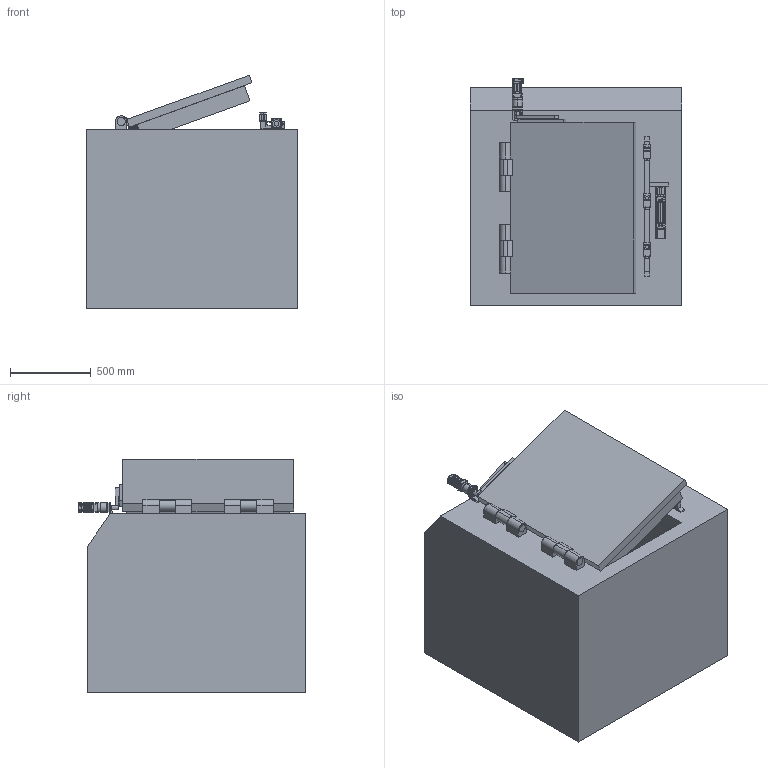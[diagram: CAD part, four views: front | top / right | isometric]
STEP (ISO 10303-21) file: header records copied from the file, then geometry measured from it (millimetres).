
FILE_DESCRIPTION(('FreeCAD Model'),'2;1');
FILE_NAME('Open CASCADE Shape Model','2025-05-07T17:54:18',('FreeCAD'),( 'FreeCAD'),'Open CASCADE STEP processor 7.6','FreeCAD','Unknown');
FILE_SCHEMA(('AUTOMOTIVE_DESIGN { 1 0 10303 214 1 1 1 1 }'));
Products named in the file (1): Open CASCADE STEP translator 7.6 1
Bounding box: 1309.72 x 1407.75 x 1444.72 mm (x, y, z)
Volume: 1078054523.7 mm3; surface area: 17109111.5 mm2
Topology: 20 solids, 52 shells, 3419 faces, 9079 edges, 5976 vertices
Faces by surface type: bspline 3419
Entity records: 114756 total; most frequent: CARTESIAN_POINT 61773, ORIENTED_EDGE 18098, EDGE_CURVE 9055, B_SPLINE_CURVE_WITH_KNOTS 6417, VERTEX_POINT 5976, FACE_BOUND 3901, EDGE_LOOP 3901, ADVANCED_FACE 3419
